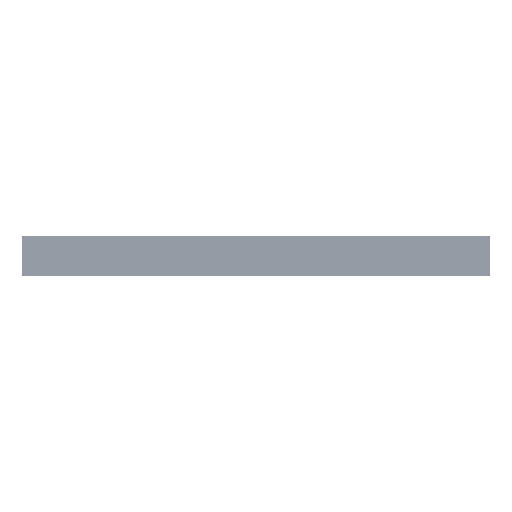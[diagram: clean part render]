
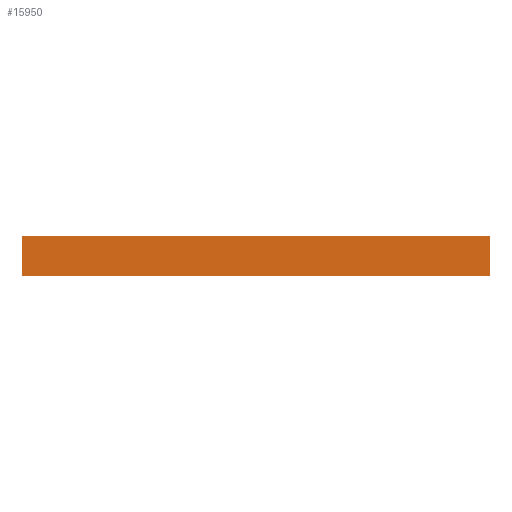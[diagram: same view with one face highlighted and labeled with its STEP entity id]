
A CAD part, front view. The second image highlights one B-rep face of the part: STEP entity #15950.
In plain terms, the highlighted planar face has unit normal (0, -1, 0).
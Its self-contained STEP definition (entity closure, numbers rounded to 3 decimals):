
#567 = EDGE_CURVE ( 'NONE', #51248, #10991, #48936, .T. ) ;
#607 = LINE ( 'NONE', #42201, #60330 ) ;
#1432 = CARTESIAN_POINT ( 'NONE',  ( -300., -600., 50. ) ) ;
#3639 = CARTESIAN_POINT ( 'NONE',  ( -300., -600., 50. ) ) ;
#4244 = LINE ( 'NONE', #46363, #48647 ) ;
#7499 = DIRECTION ( 'NONE',  ( 0., 0., -1. ) ) ;
#9462 = DIRECTION ( 'NONE',  ( 0., 0., 1. ) ) ;
#10991 = VERTEX_POINT ( 'NONE', #48687 ) ;
#11697 = DIRECTION ( 'NONE',  ( 0., 0., -1. ) ) ;
#11884 = EDGE_LOOP ( 'NONE', ( #60619, #68550, #54427, #61683 ) ) ;
#15950 = ADVANCED_FACE ( 'NONE', ( #37645 ), #61342, .F. ) ;
#18433 = CARTESIAN_POINT ( 'NONE',  ( -300., -600., 50. ) ) ;
#23511 = VERTEX_POINT ( 'NONE', #63308 ) ;
#23533 = EDGE_CURVE ( 'NONE', #10991, #38944, #4244, .T. ) ;
#24080 = AXIS2_PLACEMENT_3D ( 'NONE', #3639, #44155, #9462 ) ;
#24745 = DIRECTION ( 'NONE',  ( 1., 0., 0. ) ) ;
#33549 = VECTOR ( 'NONE', #24745, 1000. ) ;
#37645 = FACE_OUTER_BOUND ( 'NONE', #11884, .T. ) ;
#38944 = VERTEX_POINT ( 'NONE', #58886 ) ;
#42201 = CARTESIAN_POINT ( 'NONE',  ( -300., -600., 50. ) ) ;
#43566 = DIRECTION ( 'NONE',  ( 1., 0., 0. ) ) ;
#44155 = DIRECTION ( 'NONE',  ( 0., 1., 0. ) ) ;
#44178 = LINE ( 'NONE', #61005, #73107 ) ;
#46363 = CARTESIAN_POINT ( 'NONE',  ( 300., -600., 50. ) ) ;
#48647 = VECTOR ( 'NONE', #11697, 1000. ) ;
#48687 = CARTESIAN_POINT ( 'NONE',  ( 300., -600., 50. ) ) ;
#48936 = LINE ( 'NONE', #1432, #33549 ) ;
#51248 = VERTEX_POINT ( 'NONE', #18433 ) ;
#51324 = EDGE_CURVE ( 'NONE', #51248, #23511, #607, .T. ) ;
#54427 = ORIENTED_EDGE ( 'NONE', *, *, #567, .F. ) ;
#58886 = CARTESIAN_POINT ( 'NONE',  ( 300., -600., 0. ) ) ;
#58940 = EDGE_CURVE ( 'NONE', #23511, #38944, #44178, .T. ) ;
#60330 = VECTOR ( 'NONE', #7499, 1000. ) ;
#60619 = ORIENTED_EDGE ( 'NONE', *, *, #58940, .T. ) ;
#61005 = CARTESIAN_POINT ( 'NONE',  ( -300., -600., 0. ) ) ;
#61342 = PLANE ( 'NONE',  #24080 ) ;
#61683 = ORIENTED_EDGE ( 'NONE', *, *, #51324, .T. ) ;
#63308 = CARTESIAN_POINT ( 'NONE',  ( -300., -600., 0. ) ) ;
#68550 = ORIENTED_EDGE ( 'NONE', *, *, #23533, .F. ) ;
#73107 = VECTOR ( 'NONE', #43566, 1000. ) ;
